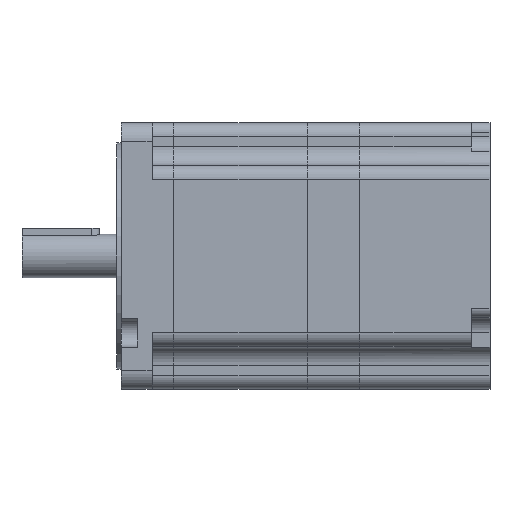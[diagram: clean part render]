
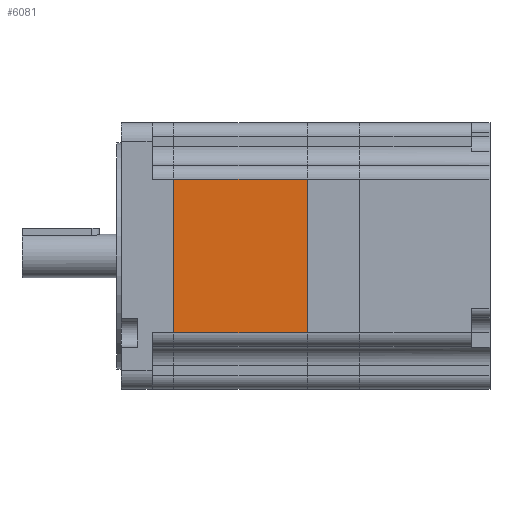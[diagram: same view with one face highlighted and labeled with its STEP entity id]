
A CAD part, left-side view. The second image highlights one B-rep face of the part: STEP entity #6081.
In plain terms, the highlighted planar face has unit normal (-1, 0, 0).
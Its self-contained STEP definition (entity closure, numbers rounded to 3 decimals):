
#18 = EDGE_CURVE ( 'NONE', #6526, #1365, #4285, .T. ) ;
#167 = EDGE_CURVE ( 'NONE', #1365, #3414, #5130, .T. ) ;
#360 = FACE_OUTER_BOUND ( 'NONE', #4070, .T. ) ;
#500 = DIRECTION ( 'NONE',  ( 0., -1., 0. ) ) ;
#809 = DIRECTION ( 'NONE',  ( 0., 0., 1. ) ) ;
#810 = PLANE ( 'NONE',  #7825 ) ;
#1251 = CARTESIAN_POINT ( 'NONE',  ( 0., 43., -67.8 ) ) ;
#1312 = LINE ( 'NONE', #6137, #4524 ) ;
#1365 = VERTEX_POINT ( 'NONE', #7296 ) ;
#1571 = CARTESIAN_POINT ( 'NONE',  ( 0., 43., -67.8 ) ) ;
#1730 = ORIENTED_EDGE ( 'NONE', *, *, #167, .T. ) ;
#2047 = CARTESIAN_POINT ( 'NONE',  ( 0., 43., -67.8 ) ) ;
#2262 = LINE ( 'NONE', #1571, #5467 ) ;
#2645 = DIRECTION ( 'NONE',  ( 1., 0., 0. ) ) ;
#3121 = DIRECTION ( 'NONE',  ( 0., -1., 0. ) ) ;
#3414 = VERTEX_POINT ( 'NONE', #4924 ) ;
#3636 = ORIENTED_EDGE ( 'NONE', *, *, #5960, .F. ) ;
#3928 = ORIENTED_EDGE ( 'NONE', *, *, #5259, .F. ) ;
#4070 = EDGE_LOOP ( 'NONE', ( #1730, #3636, #3928, #7660 ) ) ;
#4285 = LINE ( 'NONE', #1251, #7342 ) ;
#4524 = VECTOR ( 'NONE', #3121, 1000. ) ;
#4924 = CARTESIAN_POINT ( 'NONE',  ( 0., 0., -18.2 ) ) ;
#5130 = LINE ( 'NONE', #6598, #6558 ) ;
#5259 = EDGE_CURVE ( 'NONE', #6526, #7191, #2262, .T. ) ;
#5342 = CARTESIAN_POINT ( 'NONE',  ( 0., 43., -18.2 ) ) ;
#5467 = VECTOR ( 'NONE', #5808, 1000. ) ;
#5808 = DIRECTION ( 'NONE',  ( 0., 0., 1. ) ) ;
#5960 = EDGE_CURVE ( 'NONE', #7191, #3414, #1312, .T. ) ;
#6081 = ADVANCED_FACE ( 'NONE', ( #360 ), #810, .F. ) ;
#6137 = CARTESIAN_POINT ( 'NONE',  ( 0., 43., -18.2 ) ) ;
#6526 = VERTEX_POINT ( 'NONE', #6769 ) ;
#6558 = VECTOR ( 'NONE', #809, 1000. ) ;
#6598 = CARTESIAN_POINT ( 'NONE',  ( 0., 0., -67.8 ) ) ;
#6769 = CARTESIAN_POINT ( 'NONE',  ( 0., 43., -67.8 ) ) ;
#6887 = DIRECTION ( 'NONE',  ( 0., 0., -1. ) ) ;
#7191 = VERTEX_POINT ( 'NONE', #5342 ) ;
#7296 = CARTESIAN_POINT ( 'NONE',  ( 0., 0., -67.8 ) ) ;
#7342 = VECTOR ( 'NONE', #500, 1000. ) ;
#7660 = ORIENTED_EDGE ( 'NONE', *, *, #18, .T. ) ;
#7825 = AXIS2_PLACEMENT_3D ( 'NONE', #2047, #2645, #6887 ) ;
